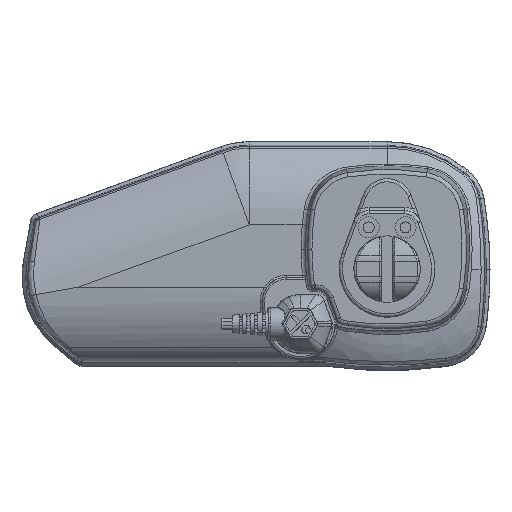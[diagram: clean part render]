
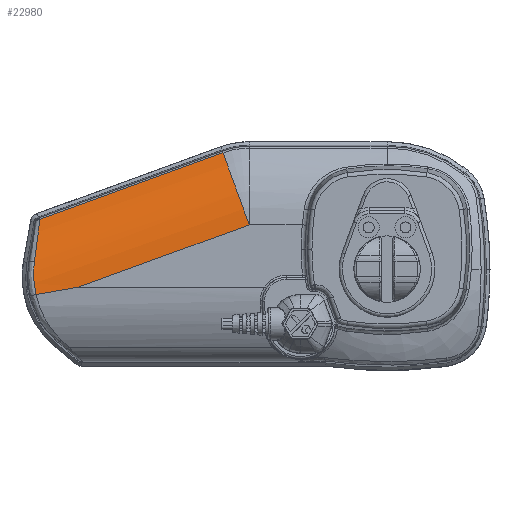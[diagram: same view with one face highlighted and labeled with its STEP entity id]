
A CAD part, top view. The second image highlights one B-rep face of the part: STEP entity #22980.
In plain terms, the highlighted cylindrical face has radius 50 mm (diameter 100 mm), a partial arc.
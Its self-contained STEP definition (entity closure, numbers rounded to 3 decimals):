
#1366 = CARTESIAN_POINT ( 'NONE',  ( -75.748, 54.007, 59.503 ) ) ;
#1414 = VECTOR ( 'NONE', #50180, 1000. ) ;
#3065 = CARTESIAN_POINT ( 'NONE',  ( -63.621, 20.688, 24.25 ) ) ;
#3202 = ORIENTED_EDGE ( 'NONE', *, *, #24207, .T. ) ;
#5508 = AXIS2_PLACEMENT_3D ( 'NONE', #3065, #46565, #22484 ) ;
#6554 = ORIENTED_EDGE ( 'NONE', *, *, #15457, .T. ) ;
#7686 = LINE ( 'NONE', #50006, #1414 ) ;
#9063 = CARTESIAN_POINT ( 'NONE',  ( -163.071, -4.359, 73.144 ) ) ;
#9271 = B_SPLINE_CURVE_WITH_KNOTS ( 'NONE', 3,
 ( #9405, #37464, #41019, #9063, #13457, #49248, #41711, #49600, #21003, #24836 ),
 .UNSPECIFIED., .F., .F.,
 ( 4, 2, 2, 2, 4 ),
 ( 0., 0.008, 0.01, 0.012, 0.016 ),
 .UNSPECIFIED. ) ;
#9405 = CARTESIAN_POINT ( 'NONE',  ( -162.781, 3.818, 70.874 ) ) ;
#9656 = CARTESIAN_POINT ( 'NONE',  ( -63.621, 20.688, 24.25 ) ) ;
#9806 = VERTEX_POINT ( 'NONE', #1366 ) ;
#12371 = CARTESIAN_POINT ( 'NONE',  ( -161.971, -11.444, 74.131 ) ) ;
#12953 = EDGE_CURVE ( 'NONE', #49933, #31677, #29476, .T. ) ;
#13180 = CARTESIAN_POINT ( 'NONE',  ( -155.47, -10.297, 74.21 ) ) ;
#13457 = CARTESIAN_POINT ( 'NONE',  ( -163.023, -5., 73.272 ) ) ;
#15457 = EDGE_CURVE ( 'NONE', #46084, #45786, #26859, .T. ) ;
#16828 = DIRECTION ( 'NONE',  ( -0.94, -0.342, 0. ) ) ;
#17564 = DIRECTION ( 'NONE',  ( 0.342, -0.94, 0. ) ) ;
#19497 = VECTOR ( 'NONE', #16828, 1000. ) ;
#20328 = ORIENTED_EDGE ( 'NONE', *, *, #39865, .T. ) ;
#20887 = CARTESIAN_POINT ( 'NONE',  ( -148.957, -9.149, 74.25 ) ) ;
#20898 = FACE_OUTER_BOUND ( 'NONE', #45390, .T. ) ;
#21003 = CARTESIAN_POINT ( 'NONE',  ( -162.285, -10.162, 74.041 ) ) ;
#21596 = EDGE_CURVE ( 'NONE', #49933, #9806, #24100, .T. ) ;
#21747 = ORIENTED_EDGE ( 'NONE', *, *, #12953, .F. ) ;
#21902 = ORIENTED_EDGE ( 'NONE', *, *, #27172, .T. ) ;
#21958 = CARTESIAN_POINT ( 'NONE',  ( -160.264, 23.246, 59.503 ) ) ;
#22484 = DIRECTION ( 'NONE',  ( 0.342, -0.94, 0. ) ) ;
#22980 = ADVANCED_FACE ( 'NONE', ( #20898 ), #42265, .T. ) ;
#24100 = CIRCLE ( 'NONE', #5508, 50. ) ;
#24207 = EDGE_CURVE ( 'NONE', #9806, #46084, #7686, .T. ) ;
#24836 = CARTESIAN_POINT ( 'NONE',  ( -161.971, -11.444, 74.131 ) ) ;
#26859 =( BOUNDED_CURVE ( )  B_SPLINE_CURVE ( 3, ( #37360, #37001, #41089, #49147 ),
 .UNSPECIFIED., .F., .F. ) 
 B_SPLINE_CURVE_WITH_KNOTS ( ( 4, 4 ),
 ( 3.854, 4.273 ),
 .UNSPECIFIED. ) 
 CURVE ( )  GEOMETRIC_REPRESENTATION_ITEM ( )  RATIONAL_B_SPLINE_CURVE ( ( 1., 0.985, 0.985, 1. ) ) 
 REPRESENTATION_ITEM ( '' )  );
#27172 = EDGE_CURVE ( 'NONE', #37691, #31677, #28759, .T. ) ;
#27742 = ORIENTED_EDGE ( 'NONE', *, *, #21596, .T. ) ;
#28759 =( BOUNDED_CURVE ( )  B_SPLINE_CURVE ( 3, ( #37168, #13180, #20887, #41076 ),
 .UNSPECIFIED., .F., .F. ) 
 B_SPLINE_CURVE_WITH_KNOTS ( ( 4, 4 ),
 ( 4.643, 4.712 ),
 .UNSPECIFIED. ) 
 CURVE ( )  GEOMETRIC_REPRESENTATION_ITEM ( )  RATIONAL_B_SPLINE_CURVE ( ( 1., 1., 1., 1. ) ) 
 REPRESENTATION_ITEM ( '' )  );
#29476 = LINE ( 'NONE', #40733, #19497 ) ;
#29773 = DIRECTION ( 'NONE',  ( -0.94, -0.342, 0. ) ) ;
#31677 = VERTEX_POINT ( 'NONE', #44447 ) ;
#37001 = CARTESIAN_POINT ( 'NONE',  ( -160.919, 17.733, 64.488 ) ) ;
#37168 = CARTESIAN_POINT ( 'NONE',  ( -161.971, -11.444, 74.131 ) ) ;
#37360 = CARTESIAN_POINT ( 'NONE',  ( -160.264, 23.246, 59.503 ) ) ;
#37464 = CARTESIAN_POINT ( 'NONE',  ( -163.122, 1.342, 71.73 ) ) ;
#37691 = VERTEX_POINT ( 'NONE', #12371 ) ;
#39865 = EDGE_CURVE ( 'NONE', #45786, #37691, #9271, .T. ) ;
#40733 = CARTESIAN_POINT ( 'NONE',  ( -63.621, 20.688, 74.25 ) ) ;
#41019 = CARTESIAN_POINT ( 'NONE',  ( -163.232, -1.168, 72.449 ) ) ;
#41076 = CARTESIAN_POINT ( 'NONE',  ( -142.441, -8., 74.25 ) ) ;
#41089 = CARTESIAN_POINT ( 'NONE',  ( -161.77, 11.161, 68.334 ) ) ;
#41711 = CARTESIAN_POINT ( 'NONE',  ( -162.818, -6.935, 73.615 ) ) ;
#42265 = CYLINDRICAL_SURFACE ( 'NONE', #51276, 50. ) ;
#44447 = CARTESIAN_POINT ( 'NONE',  ( -142.441, -8., 74.25 ) ) ;
#45390 = EDGE_LOOP ( 'NONE', ( #6554, #20328, #21902, #21747, #27742, #3202 ) ) ;
#45786 = VERTEX_POINT ( 'NONE', #47881 ) ;
#46084 = VERTEX_POINT ( 'NONE', #21958 ) ;
#46565 = DIRECTION ( 'NONE',  ( -0.94, -0.342, 0. ) ) ;
#47881 = CARTESIAN_POINT ( 'NONE',  ( -162.781, 3.818, 70.874 ) ) ;
#49147 = CARTESIAN_POINT ( 'NONE',  ( -162.781, 3.818, 70.874 ) ) ;
#49248 = CARTESIAN_POINT ( 'NONE',  ( -162.897, -6.287, 73.508 ) ) ;
#49600 = CARTESIAN_POINT ( 'NONE',  ( -162.535, -8.875, 73.899 ) ) ;
#49933 = VERTEX_POINT ( 'NONE', #50823 ) ;
#50006 = CARTESIAN_POINT ( 'NONE',  ( -75.748, 54.007, 59.503 ) ) ;
#50180 = DIRECTION ( 'NONE',  ( -0.94, -0.342, 0. ) ) ;
#50823 = CARTESIAN_POINT ( 'NONE',  ( -63.621, 20.688, 74.25 ) ) ;
#51276 = AXIS2_PLACEMENT_3D ( 'NONE', #9656, #29773, #17564 ) ;
